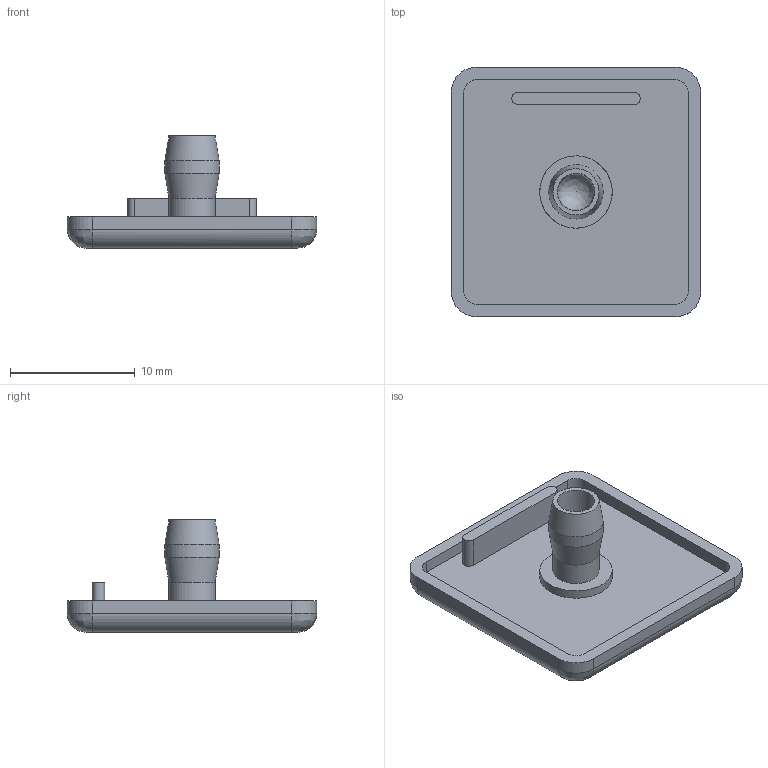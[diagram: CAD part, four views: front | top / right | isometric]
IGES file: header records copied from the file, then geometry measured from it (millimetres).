
Global section: file name: SZ0001S-A; native system: Autodesk Inventor 2015; preprocessor: unknown; author: Behrens; date: 20151125.105636; units: millimetre
Bounding box: 20 x 20 x 9 mm (x, y, z)
Volume: 718.9 mm3; surface area: 1211.8 mm2
Topology: 1 solids, 1 shells, 41 faces, 101 edges, 66 vertices
Faces by surface type: bspline 41
